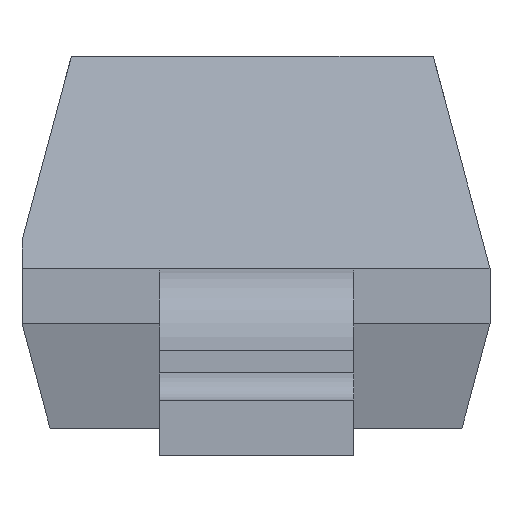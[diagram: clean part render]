
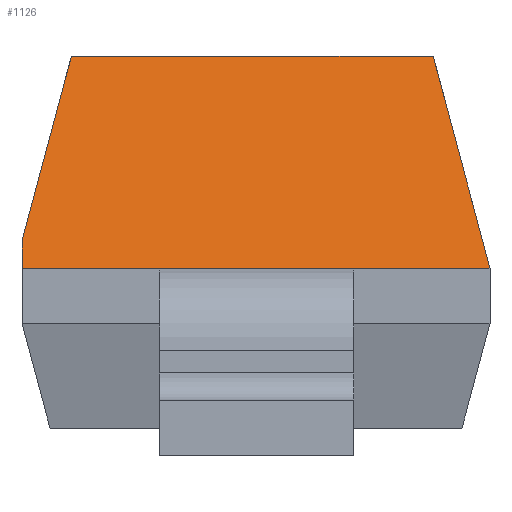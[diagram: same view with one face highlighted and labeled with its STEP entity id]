
A CAD part, left-side view. The second image highlights one B-rep face of the part: STEP entity #1126.
In plain terms, the highlighted planar face has unit normal (-0.966, 0, 0.259).
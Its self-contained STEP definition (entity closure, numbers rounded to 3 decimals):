
#1079=CARTESIAN_POINT('',(-1.259,0.99,1.3));
#1080=DIRECTION('',(-0.966,0.,0.259));
#1081=DIRECTION('',(0.0,-1.0,0.0));
#1082=AXIS2_PLACEMENT_3D('',#1079,#1080,#1081);
#1083=PLANE('',#1082);
#1084=CARTESIAN_POINT('',(-1.219,-0.644,1.45));
#1085=VERTEX_POINT('',#1084);
#1086=CARTESIAN_POINT('',(-1.425,-0.85,0.68));
#1087=VERTEX_POINT('',#1086);
#1088=CARTESIAN_POINT('',(-1.219,-0.644,1.45));
#1089=DIRECTION('',(-0.251,-0.251,-0.935));
#1090=VECTOR('',#1089,0.823);
#1091=LINE('',#1088,#1090);
#1092=EDGE_CURVE('',#1085,#1087,#1091,.T.);
#1093=ORIENTED_EDGE('',*,*,#1092,.F.);
#1094=CARTESIAN_POINT('',(-1.219,0.67,1.45));
#1095=VERTEX_POINT('',#1094);
#1096=CARTESIAN_POINT('',(-1.219,0.67,1.45));
#1097=DIRECTION('',(0.0,-1.0,0.0));
#1098=VECTOR('',#1097,1.314);
#1099=LINE('',#1096,#1098);
#1100=EDGE_CURVE('',#1095,#1085,#1099,.T.);
#1101=ORIENTED_EDGE('',*,*,#1100,.F.);
#1102=CARTESIAN_POINT('',(-1.398,0.85,0.78));
#1103=VERTEX_POINT('',#1102);
#1104=CARTESIAN_POINT('',(-1.398,0.85,0.78));
#1105=DIRECTION('',(0.251,-0.251,0.935));
#1106=VECTOR('',#1105,0.716);
#1107=LINE('',#1104,#1106);
#1108=EDGE_CURVE('',#1095,#1103,#1107,.F.);
#1109=ORIENTED_EDGE('',*,*,#1108,.T.);
#1110=CARTESIAN_POINT('',(-1.425,0.85,0.68));
#1111=VERTEX_POINT('',#1110);
#1112=CARTESIAN_POINT('',(-1.425,0.85,0.68));
#1113=DIRECTION('',(0.259,0.0,0.966));
#1114=VECTOR('',#1113,0.104);
#1115=LINE('',#1112,#1114);
#1116=EDGE_CURVE('',#1103,#1111,#1115,.F.);
#1117=ORIENTED_EDGE('',*,*,#1116,.T.);
#1118=CARTESIAN_POINT('',(-1.425,-0.85,0.68));
#1119=DIRECTION('',(0.0,1.0,0.0));
#1120=VECTOR('',#1119,1.7);
#1121=LINE('',#1118,#1120);
#1122=EDGE_CURVE('',#1087,#1111,#1121,.T.);
#1123=ORIENTED_EDGE('',*,*,#1122,.F.);
#1124=EDGE_LOOP('',(#1093,#1101,#1109,#1117,#1123));
#1125=FACE_OUTER_BOUND('',#1124,.T.);
#1126=ADVANCED_FACE('',(#1125),#1083,.T.);
